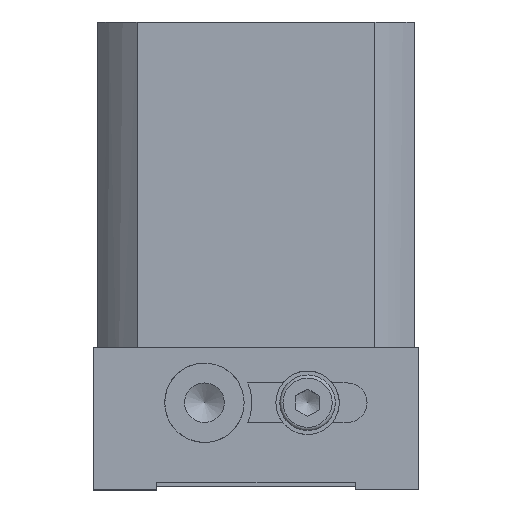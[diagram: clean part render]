
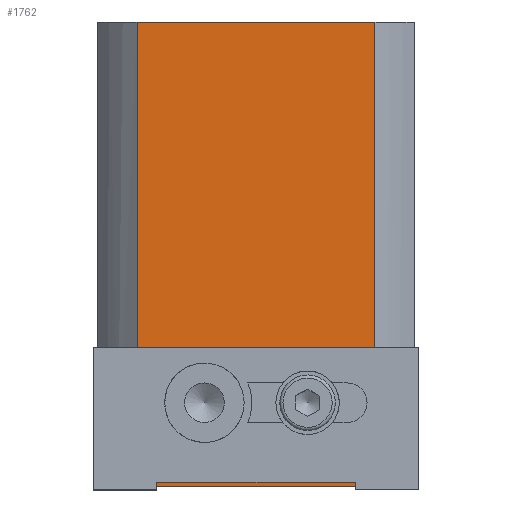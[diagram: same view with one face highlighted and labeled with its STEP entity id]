
A CAD part, left-side view. The second image highlights one B-rep face of the part: STEP entity #1762.
In plain terms, the highlighted planar face has unit normal (-1, 0, 0).
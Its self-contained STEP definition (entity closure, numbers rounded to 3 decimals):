
#1677=CARTESIAN_POINT('',(-20.,26.5,-43.));
#1678=VERTEX_POINT('',#1677);
#1679=CARTESIAN_POINT('',(-20.,26.5,-48.));
#1680=DIRECTION('',(1.0,0.0,0.0));
#1681=DIRECTION('',(0.0,0.0,-1.0));
#1682=AXIS2_PLACEMENT_3D('',#1679,#1680,#1681);
#1683=CIRCLE('',#1682,5.0);
#1684=EDGE_CURVE('',#1678,#1678,#1683,.T.);
#1709=CARTESIAN_POINT('',(-20.,35.,0.0));
#1710=DIRECTION('',(-1.0,0.0,0.0));
#1711=DIRECTION('',(0.0,0.0,1.0));
#1712=AXIS2_PLACEMENT_3D('',#1709,#1710,#1711);
#1713=PLANE('',#1712);
#1714=CARTESIAN_POINT('',(-20.,5.,0.0));
#1715=VERTEX_POINT('',#1714);
#1716=CARTESIAN_POINT('',(-20.,5.,-58.5));
#1717=VERTEX_POINT('',#1716);
#1718=CARTESIAN_POINT('',(-20.,5.,0.0));
#1719=DIRECTION('',(0.0,0.0,-1.0));
#1720=VECTOR('',#1719,58.5);
#1721=LINE('',#1718,#1720);
#1722=EDGE_CURVE('',#1715,#1717,#1721,.T.);
#1723=ORIENTED_EDGE('',*,*,#1722,.F.);
#1724=CARTESIAN_POINT('',(-20.,35.,0.0));
#1725=VERTEX_POINT('',#1724);
#1726=CARTESIAN_POINT('',(-20.,35.,0.0));
#1727=DIRECTION('',(0.0,-1.0,0.0));
#1728=VECTOR('',#1727,30.);
#1729=LINE('',#1726,#1728);
#1730=EDGE_CURVE('',#1725,#1715,#1729,.T.);
#1731=ORIENTED_EDGE('',*,*,#1730,.F.);
#1732=CARTESIAN_POINT('',(-20.,35.,-58.5));
#1733=VERTEX_POINT('',#1732);
#1734=CARTESIAN_POINT('',(-20.,35.,0.0));
#1735=DIRECTION('',(0.0,0.0,-1.0));
#1736=VECTOR('',#1735,58.5);
#1737=LINE('',#1734,#1736);
#1738=EDGE_CURVE('',#1725,#1733,#1737,.T.);
#1739=ORIENTED_EDGE('',*,*,#1738,.T.);
#1740=CARTESIAN_POINT('',(-20.,35.,-58.5));
#1741=DIRECTION('',(0.0,-1.0,0.0));
#1742=VECTOR('',#1741,30.);
#1743=LINE('',#1740,#1742);
#1744=EDGE_CURVE('',#1733,#1717,#1743,.T.);
#1745=ORIENTED_EDGE('',*,*,#1744,.T.);
#1746=EDGE_LOOP('',(#1723,#1731,#1739,#1745));
#1747=FACE_OUTER_BOUND('',#1746,.T.);
#1748=CARTESIAN_POINT('',(-20.,13.5,-43.));
#1749=VERTEX_POINT('',#1748);
#1750=CARTESIAN_POINT('',(-20.,13.5,-48.));
#1751=DIRECTION('',(1.0,0.0,0.0));
#1752=DIRECTION('',(0.0,0.0,-1.0));
#1753=AXIS2_PLACEMENT_3D('',#1750,#1751,#1752);
#1754=CIRCLE('',#1753,5.0);
#1755=EDGE_CURVE('',#1749,#1749,#1754,.T.);
#1756=ORIENTED_EDGE('',*,*,#1755,.T.);
#1757=EDGE_LOOP('',(#1756));
#1758=FACE_BOUND('',#1757,.T.);
#1759=ORIENTED_EDGE('',*,*,#1684,.T.);
#1760=EDGE_LOOP('',(#1759));
#1761=FACE_BOUND('',#1760,.T.);
#1762=ADVANCED_FACE('',(#1747,#1758,#1761),#1713,.T.);
